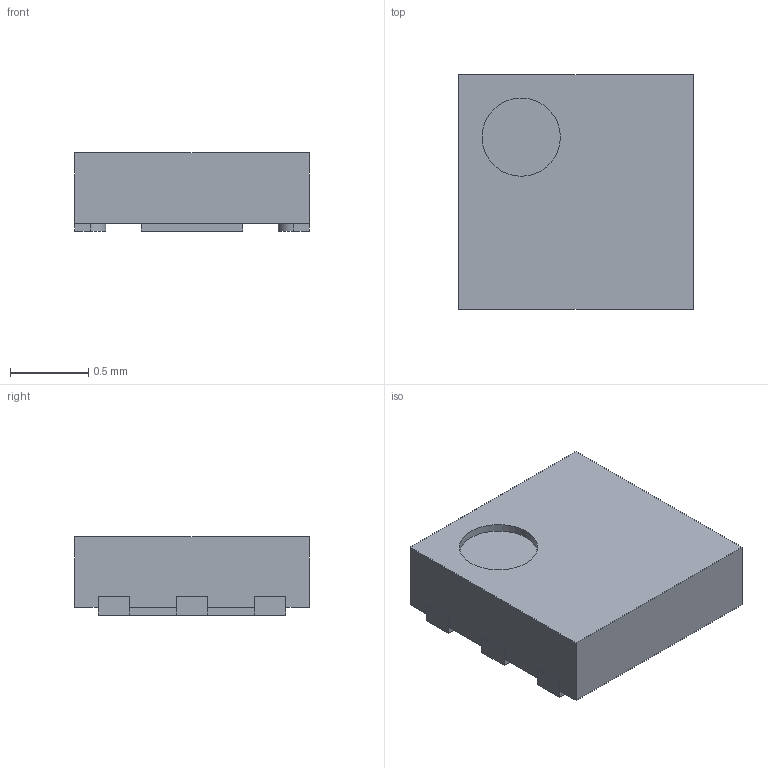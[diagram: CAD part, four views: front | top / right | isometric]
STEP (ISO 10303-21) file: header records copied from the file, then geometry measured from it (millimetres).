
FILE_DESCRIPTION(/* description */ (''),/* implementation_level */ '2;1');
FILE_NAME(/* name */ 'SON50P150X150X50-7N-R65X115.stp',/* time_stamp */ '2017-02-07T11:44:01+01:00',/* author */ ('jchouvet'),/* organization */ (''),/* preprocessor_version */ 'ST-DEVELOPER v16.1',/* originating_system */ 'AutoCAD Mechanical',/* authorisation */ '');
FILE_SCHEMA (('AUTOMOTIVE_DESIGN { 1 0 10303 214 3 1 1 }'));
Length unit declared in the file: millimetre
Products named in the file (1): Product
Bounding box: 1.5 x 1.5 x 0.5 mm (x, y, z)
Volume: 1.1 mm3; surface area: 10 mm2
Topology: 8 solids, 8 shells, 74 faces, 171 edges, 114 vertices
Faces by surface type: plane 61, cylinder 13
Full cylindrical faces by diameter (mm): 0.5 x1
Entity records: 2108 total; most frequent: CARTESIAN_POINT 359, DIRECTION 346, ORIENTED_EDGE 340, EDGE_CURVE 170, LINE 144, VECTOR 144, VERTEX_POINT 114, AXIS2_PLACEMENT_3D 101
